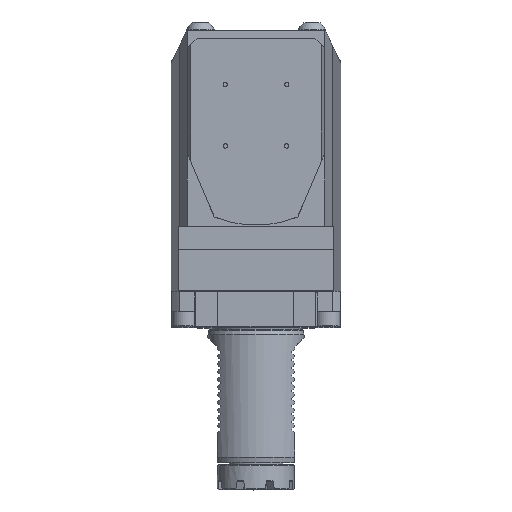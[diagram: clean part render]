
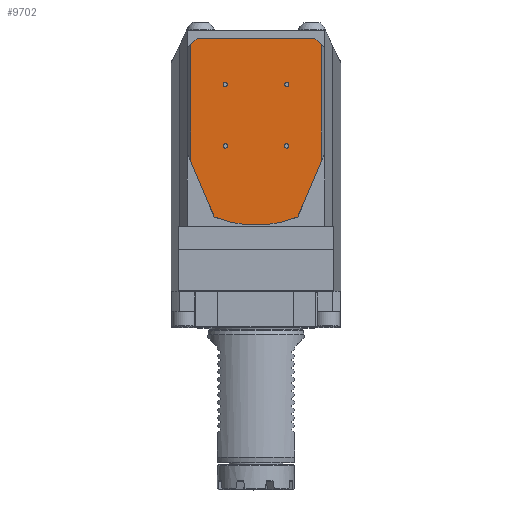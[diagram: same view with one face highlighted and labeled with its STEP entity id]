
A CAD part, top view. The second image highlights one B-rep face of the part: STEP entity #9702.
In plain terms, the highlighted planar face has unit normal (0, 0, 1).
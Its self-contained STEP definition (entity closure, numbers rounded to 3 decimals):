
#423 = CARTESIAN_POINT ( 'NONE',  ( 0., 57., 71.5 ) ) ;
#554 = VECTOR ( 'NONE', #1213, 1000. ) ;
#578 = DIRECTION ( 'NONE',  ( 0., 0., -1. ) ) ;
#580 = DIRECTION ( 'NONE',  ( 0., 1., 0. ) ) ;
#936 = LINE ( 'NONE', #10807, #14910 ) ;
#978 = EDGE_LOOP ( 'NONE', ( #21172, #28642, #9845, #8759, #11203, #27998, #19422, #7203 ) ) ;
#1213 = DIRECTION ( 'NONE',  ( 0., 1., 0. ) ) ;
#1900 = LINE ( 'NONE', #27214, #28195 ) ;
#2068 = EDGE_LOOP ( 'NONE', ( #5864 ) ) ;
#2712 = DIRECTION ( 'NONE',  ( 0., -1., 0. ) ) ;
#2762 = VERTEX_POINT ( 'NONE', #8622 ) ;
#2764 = EDGE_CURVE ( 'NONE', #3155, #3155, #5423, .T. ) ;
#3028 = CARTESIAN_POINT ( 'NONE',  ( 15.91, 15.91, 71.5 ) ) ;
#3155 = VERTEX_POINT ( 'NONE', #3300 ) ;
#3300 = CARTESIAN_POINT ( 'NONE',  ( 15.91, -14.794, 71.5 ) ) ;
#3724 = VERTEX_POINT ( 'NONE', #29571 ) ;
#5423 = CIRCLE ( 'NONE', #15806, 1.116 ) ;
#5834 = CARTESIAN_POINT ( 'NONE',  ( -30.5, 40., 71.5 ) ) ;
#5864 = ORIENTED_EDGE ( 'NONE', *, *, #20387, .T. ) ;
#5997 = LINE ( 'NONE', #15434, #554 ) ;
#6208 = DIRECTION ( 'NONE',  ( -0.391, -0.921, 0. ) ) ;
#6244 = EDGE_LOOP ( 'NONE', ( #14140 ) ) ;
#6614 = AXIS2_PLACEMENT_3D ( 'NONE', #30595, #9332, #27533 ) ;
#6801 = CARTESIAN_POINT ( 'NONE',  ( -21.599, -52.749, 71.5 ) ) ;
#7085 = VECTOR ( 'NONE', #23990, 1000. ) ;
#7203 = ORIENTED_EDGE ( 'NONE', *, *, #7483, .F. ) ;
#7483 = EDGE_CURVE ( 'NONE', #22413, #23067, #936, .T. ) ;
#7738 = VERTEX_POINT ( 'NONE', #9846 ) ;
#7825 = PLANE ( 'NONE',  #23785 ) ;
#8208 = AXIS2_PLACEMENT_3D ( 'NONE', #3028, #12458, #580 ) ;
#8335 = AXIS2_PLACEMENT_3D ( 'NONE', #25953, #12107, #21394 ) ;
#8423 = CARTESIAN_POINT ( 'NONE',  ( -15.91, 17.025, 71.5 ) ) ;
#8622 = CARTESIAN_POINT ( 'NONE',  ( 33.892, 36.608, 71.5 ) ) ;
#8759 = ORIENTED_EDGE ( 'NONE', *, *, #13994, .F. ) ;
#8849 = EDGE_CURVE ( 'NONE', #15666, #22413, #17015, .T. ) ;
#9332 = DIRECTION ( 'NONE',  ( 0., 0., -1. ) ) ;
#9702 = ADVANCED_FACE ( 'Defeature completata1_126', ( #28634, #23974, #19438, #16965, #16805 ), #7825, .F. ) ;
#9845 = ORIENTED_EDGE ( 'NONE', *, *, #9878, .T. ) ;
#9846 = CARTESIAN_POINT ( 'NONE',  ( 30.5, 40., 71.5 ) ) ;
#9878 = EDGE_CURVE ( 'NONE', #25098, #2762, #5997, .T. ) ;
#10073 = CARTESIAN_POINT ( 'NONE',  ( -33.892, -23.787, 71.5 ) ) ;
#10193 = CIRCLE ( 'NONE', #27579, 1.116 ) ;
#10807 = CARTESIAN_POINT ( 'NONE',  ( -7.338, -86.344, 71.5 ) ) ;
#11203 = ORIENTED_EDGE ( 'NONE', *, *, #19844, .F. ) ;
#12099 = CARTESIAN_POINT ( 'NONE',  ( -15.91, -14.794, 71.5 ) ) ;
#12107 = DIRECTION ( 'NONE',  ( 0., 0., -1. ) ) ;
#12458 = DIRECTION ( 'NONE',  ( 0., 0., 1. ) ) ;
#12505 = DIRECTION ( 'NONE',  ( 0., 0., -1. ) ) ;
#12563 = EDGE_CURVE ( 'NONE', #25098, #15666, #18003, .T. ) ;
#12906 = EDGE_CURVE ( 'NONE', #20185, #20185, #21546, .T. ) ;
#13752 = EDGE_CURVE ( 'NONE', #17731, #17731, #25174, .T. ) ;
#13902 = VERTEX_POINT ( 'NONE', #16103 ) ;
#13994 = EDGE_CURVE ( 'NONE', #7738, #2762, #1900, .T. ) ;
#14140 = ORIENTED_EDGE ( 'NONE', *, *, #2764, .T. ) ;
#14910 = VECTOR ( 'NONE', #27295, 1000. ) ;
#15434 = CARTESIAN_POINT ( 'NONE',  ( 33.892, 35., 71.5 ) ) ;
#15666 = VERTEX_POINT ( 'NONE', #15799 ) ;
#15799 = CARTESIAN_POINT ( 'NONE',  ( 21.599, -52.749, 71.5 ) ) ;
#15806 = AXIS2_PLACEMENT_3D ( 'NONE', #27109, #20082, #20385 ) ;
#16103 = CARTESIAN_POINT ( 'NONE',  ( -30.5, 40., 71.5 ) ) ;
#16382 = EDGE_LOOP ( 'NONE', ( #28857 ) ) ;
#16805 = FACE_BOUND ( 'NONE', #6244, .T. ) ;
#16965 = FACE_BOUND ( 'NONE', #2068, .T. ) ;
#17015 = CIRCLE ( 'NONE', #6614, 57. ) ;
#17017 = DIRECTION ( 'NONE',  ( 1., 0., 0. ) ) ;
#17643 = LINE ( 'NONE', #5834, #18702 ) ;
#17731 = VERTEX_POINT ( 'NONE', #8423 ) ;
#18003 = LINE ( 'NONE', #27492, #18113 ) ;
#18113 = VECTOR ( 'NONE', #6208, 1000. ) ;
#18702 = VECTOR ( 'NONE', #17017, 1000. ) ;
#19422 = ORIENTED_EDGE ( 'NONE', *, *, #28713, .T. ) ;
#19438 = FACE_BOUND ( 'NONE', #16382, .T. ) ;
#19530 = LINE ( 'NONE', #22357, #26209 ) ;
#19844 = EDGE_CURVE ( 'NONE', #13902, #7738, #17643, .T. ) ;
#19909 = CARTESIAN_POINT ( 'NONE',  ( -33.892, -20., 71.5 ) ) ;
#20082 = DIRECTION ( 'NONE',  ( 0., 0., -1. ) ) ;
#20185 = VERTEX_POINT ( 'NONE', #29234 ) ;
#20385 = DIRECTION ( 'NONE',  ( 0., 1., 0. ) ) ;
#20387 = EDGE_CURVE ( 'NONE', #30150, #30150, #10193, .T. ) ;
#21172 = ORIENTED_EDGE ( 'NONE', *, *, #8849, .F. ) ;
#21394 = DIRECTION ( 'NONE',  ( 0., 1., 0. ) ) ;
#21546 = CIRCLE ( 'NONE', #8208, 1.116 ) ;
#21994 = DIRECTION ( 'NONE',  ( 0., 1., 0. ) ) ;
#22023 = DIRECTION ( 'NONE',  ( 0.707, 0.707, 0. ) ) ;
#22357 = CARTESIAN_POINT ( 'NONE',  ( -30.5, 40., 71.5 ) ) ;
#22413 = VERTEX_POINT ( 'NONE', #6801 ) ;
#23067 = VERTEX_POINT ( 'NONE', #10073 ) ;
#23785 = AXIS2_PLACEMENT_3D ( 'NONE', #423, #578, #2712 ) ;
#23974 = FACE_BOUND ( 'NONE', #29564, .T. ) ;
#23990 = DIRECTION ( 'NONE',  ( 0., -1., 0. ) ) ;
#24770 = EDGE_CURVE ( 'NONE', #3724, #13902, #19530, .T. ) ;
#25098 = VERTEX_POINT ( 'NONE', #28355 ) ;
#25174 = CIRCLE ( 'NONE', #8335, 1.116 ) ;
#25495 = DIRECTION ( 'NONE',  ( 0.707, -0.707, 0. ) ) ;
#25953 = CARTESIAN_POINT ( 'NONE',  ( -15.91, 15.91, 71.5 ) ) ;
#26167 = ORIENTED_EDGE ( 'NONE', *, *, #12906, .F. ) ;
#26209 = VECTOR ( 'NONE', #22023, 1000. ) ;
#26367 = CARTESIAN_POINT ( 'NONE',  ( -15.91, -15.91, 71.5 ) ) ;
#26645 = LINE ( 'NONE', #19909, #7085 ) ;
#27109 = CARTESIAN_POINT ( 'NONE',  ( 15.91, -15.91, 71.5 ) ) ;
#27214 = CARTESIAN_POINT ( 'NONE',  ( 35.5, 35., 71.5 ) ) ;
#27295 = DIRECTION ( 'NONE',  ( -0.391, 0.921, 0. ) ) ;
#27492 = CARTESIAN_POINT ( 'NONE',  ( 35.5, -20., 71.5 ) ) ;
#27533 = DIRECTION ( 'NONE',  ( 0., -1., 0. ) ) ;
#27579 = AXIS2_PLACEMENT_3D ( 'NONE', #26367, #12505, #21994 ) ;
#27998 = ORIENTED_EDGE ( 'NONE', *, *, #24770, .F. ) ;
#28195 = VECTOR ( 'NONE', #25495, 1000. ) ;
#28355 = CARTESIAN_POINT ( 'NONE',  ( 33.892, -23.787, 71.5 ) ) ;
#28634 = FACE_OUTER_BOUND ( 'NONE', #978, .T. ) ;
#28642 = ORIENTED_EDGE ( 'NONE', *, *, #12563, .F. ) ;
#28713 = EDGE_CURVE ( 'NONE', #3724, #23067, #26645, .T. ) ;
#28857 = ORIENTED_EDGE ( 'NONE', *, *, #13752, .T. ) ;
#29234 = CARTESIAN_POINT ( 'NONE',  ( 15.91, 17.025, 71.5 ) ) ;
#29564 = EDGE_LOOP ( 'NONE', ( #26167 ) ) ;
#29571 = CARTESIAN_POINT ( 'NONE',  ( -33.892, 36.608, 71.5 ) ) ;
#30150 = VERTEX_POINT ( 'NONE', #12099 ) ;
#30595 = CARTESIAN_POINT ( 'NONE',  ( 0., 0., 71.5 ) ) ;
